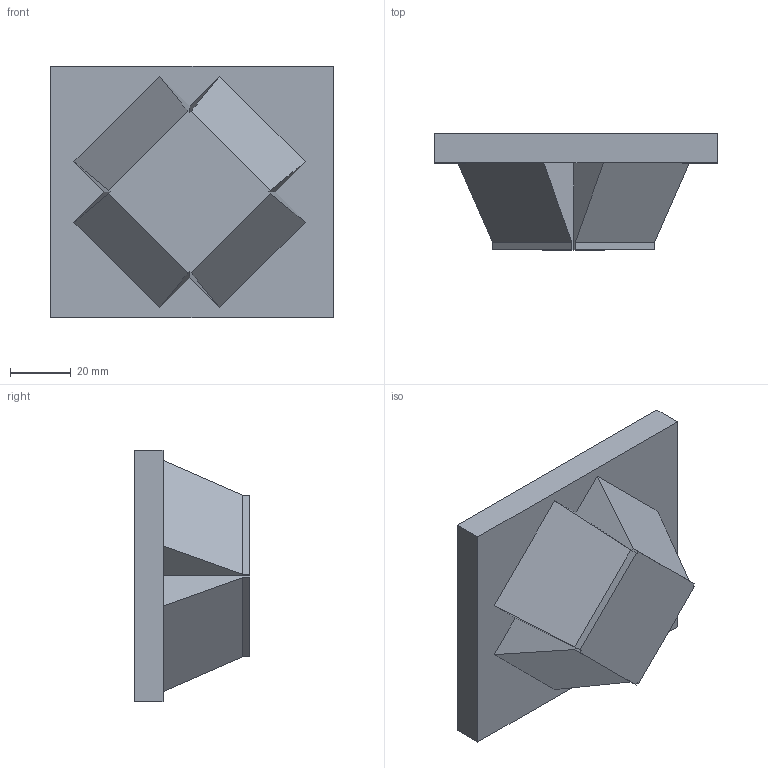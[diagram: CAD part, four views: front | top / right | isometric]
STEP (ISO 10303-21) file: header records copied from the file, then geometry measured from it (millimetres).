
FILE_DESCRIPTION (( 'STEP AP203' ), '1' );
FILE_NAME ('magnetorquerspace.STEP', '2020-05-08T21:07:07', ( '' ), ( '' ), 'SwSTEP 2.0', 'SolidWorks 2019', '' );
FILE_SCHEMA (( 'CONFIG_CONTROL_DESIGN' ));
Length unit declared in the file: millimetre
Products named in the file (1): magnetorquerspace
Bounding box: 93.2 x 38.25 x 83 mm (x, y, z)
Volume: 146618.2 mm3; surface area: 23100.3 mm2
Topology: 1 solids, 1 shells, 55 faces, 120 edges, 76 vertices
Faces by surface type: plane 39, cylinder 16
Entity records: 1567 total; most frequent: DIRECTION 264, CARTESIAN_POINT 252, ORIENTED_EDGE 240, EDGE_CURVE 120, AXIS2_PLACEMENT_3D 88, LINE 88, VECTOR 88, VERTEX_POINT 76
